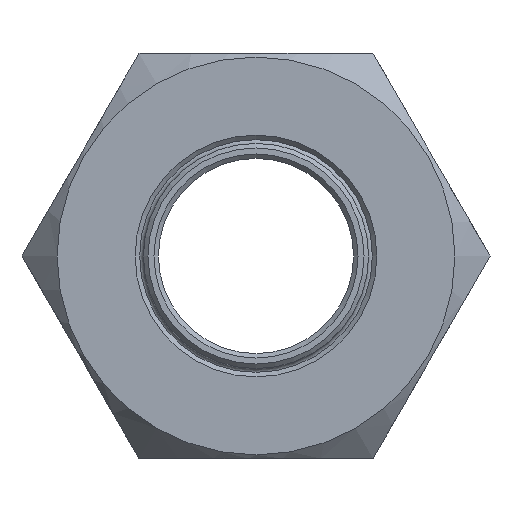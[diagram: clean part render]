
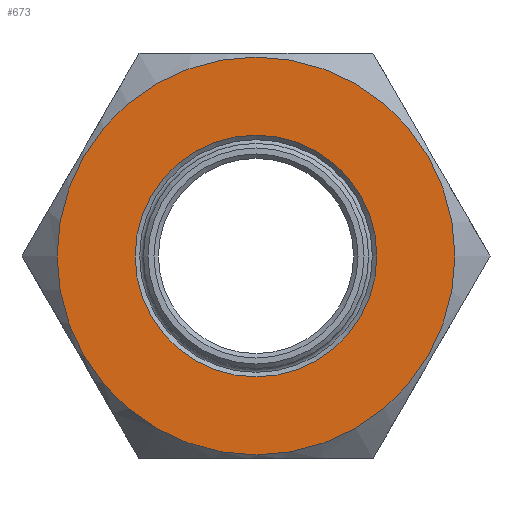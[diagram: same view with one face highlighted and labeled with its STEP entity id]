
A CAD part, left-side view. The second image highlights one B-rep face of the part: STEP entity #673.
In plain terms, the highlighted planar face has unit normal (-1, 0, 0).
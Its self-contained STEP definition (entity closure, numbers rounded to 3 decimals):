
#45=FACE_BOUND('',#127,.T.);
#61=PLANE('',#800);
#82=FACE_OUTER_BOUND('',#126,.T.);
#126=EDGE_LOOP('',(#505));
#127=EDGE_LOOP('',(#506));
#240=CIRCLE('',#781,13.25);
#247=CIRCLE('',#795,8.05);
#307=VERTEX_POINT('',#1176);
#313=VERTEX_POINT('',#1202);
#372=EDGE_CURVE('',#307,#307,#240,.T.);
#384=EDGE_CURVE('',#313,#313,#247,.T.);
#505=ORIENTED_EDGE('',*,*,#372,.T.);
#506=ORIENTED_EDGE('',*,*,#384,.F.);
#673=ADVANCED_FACE('',(#82,#45),#61,.T.);
#781=AXIS2_PLACEMENT_3D('',#1178,#893,#894);
#795=AXIS2_PLACEMENT_3D('',#1203,#926,#927);
#800=AXIS2_PLACEMENT_3D('',#1213,#938,#939);
#893=DIRECTION('center_axis',(-1.,0.,0.));
#894=DIRECTION('ref_axis',(0.,1.,0.));
#926=DIRECTION('center_axis',(-1.,0.,0.));
#927=DIRECTION('ref_axis',(0.,0.,-1.));
#938=DIRECTION('center_axis',(-1.,0.,0.));
#939=DIRECTION('ref_axis',(0.,0.,1.));
#1176=CARTESIAN_POINT('',(-13.5,-13.25,0.));
#1178=CARTESIAN_POINT('Origin',(-13.5,0.,0.));
#1202=CARTESIAN_POINT('',(-13.5,0.,8.05));
#1203=CARTESIAN_POINT('Origin',(-13.5,0.,0.));
#1213=CARTESIAN_POINT('Origin',(-13.5,0.,0.));
